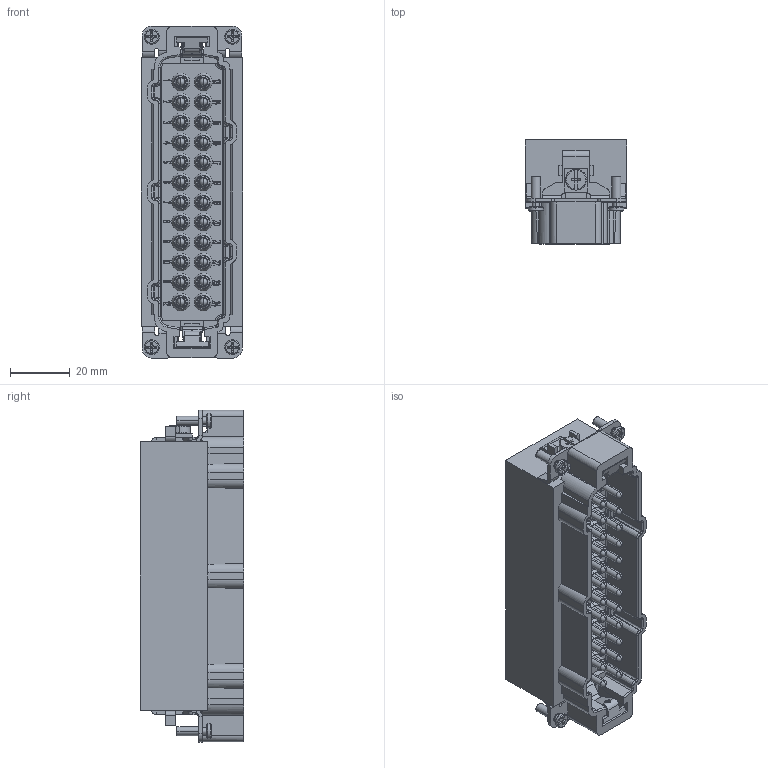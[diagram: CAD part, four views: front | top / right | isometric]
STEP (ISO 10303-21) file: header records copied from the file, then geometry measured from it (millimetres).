
FILE_DESCRIPTION((''),'2;1');
FILE_NAME('HE024MSW','2017-07-19T',('tl.yang'),(''),'PRO/ENGINEER BY PARAMETRIC TECHNOLOGY CORPORATION, 2011500','PRO/ENGINEER BY PARAMETRIC TECHNOLOGY CORPORATION, 2011500','');
FILE_SCHEMA(('CONFIG_CONTROL_DESIGN'));
Products named in the file (1): HE024MSW
Bounding box: 34 x 34.7 x 111.2 mm (x, y, z)
Volume: 74157.9 mm3; surface area: 29743 mm2
Topology: 1 solids, 50 shells, 4091 faces, 10993 edges, 7152 vertices
Faces by surface type: plane 3369, cylinder 325, cone 244, sphere 58, bspline 54, torus 41
Entity records: 127798 total; most frequent: CARTESIAN_POINT 24890, ORIENTED_EDGE 21874, DIRECTION 20068, EDGE_CURVE 10937, VECTOR 9680, LINE 9680, VERTEX_POINT 7152, AXIS2_PLACEMENT_3D 5194
